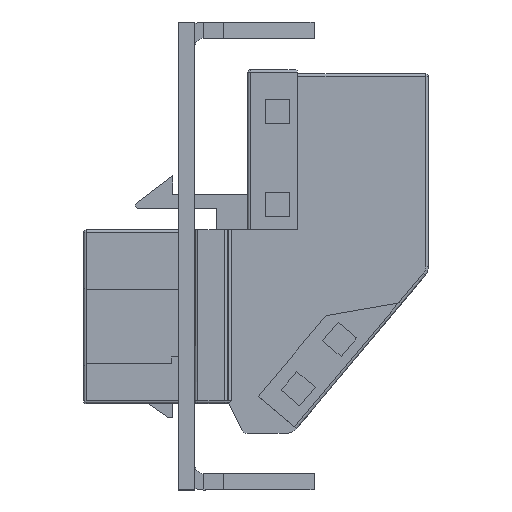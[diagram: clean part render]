
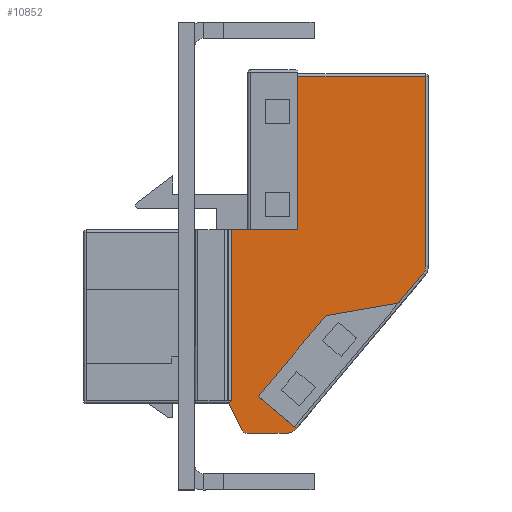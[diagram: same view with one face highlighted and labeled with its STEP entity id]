
A CAD part, left-side view. The second image highlights one B-rep face of the part: STEP entity #10852.
In plain terms, the highlighted planar face has unit normal (-1, 0, 0).
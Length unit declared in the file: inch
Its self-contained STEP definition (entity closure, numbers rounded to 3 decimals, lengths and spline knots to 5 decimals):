
#280 = VERTEX_POINT ( 'NONE', #7858 ) ;
#647 = DIRECTION ( 'NONE',  ( 0., -1., 0. ) ) ;
#836 = VERTEX_POINT ( 'NONE', #38893 ) ;
#926 = VERTEX_POINT ( 'NONE', #31394 ) ;
#1042 = EDGE_CURVE ( 'NONE', #10307, #25001, #14536, .T. ) ;
#2496 = CARTESIAN_POINT ( 'NONE',  ( -0.385, -2.22817, 0.3215 ) ) ;
#3148 = CARTESIAN_POINT ( 'NONE',  ( -0.385, -1.61614, 0.83505 ) ) ;
#3272 = DIRECTION ( 'NONE',  ( 0., -0.643, 0.766 ) ) ;
#3754 = ORIENTED_EDGE ( 'NONE', *, *, #29136, .T. ) ;
#3955 = ORIENTED_EDGE ( 'NONE', *, *, #39390, .F. ) ;
#4027 = VERTEX_POINT ( 'NONE', #10237 ) ;
#4051 = VECTOR ( 'NONE', #16151, 39.37008 ) ;
#4661 = VECTOR ( 'NONE', #18111, 39.37008 ) ;
#4910 = ORIENTED_EDGE ( 'NONE', *, *, #9989, .F. ) ;
#5345 = ORIENTED_EDGE ( 'NONE', *, *, #19964, .F. ) ;
#5564 = CARTESIAN_POINT ( 'NONE',  ( -0.385, -0.39924, -0.4115 ) ) ;
#5846 = ORIENTED_EDGE ( 'NONE', *, *, #12806, .T. ) ;
#5904 = DIRECTION ( 'NONE',  ( -1., 0., 0. ) ) ;
#6049 = CARTESIAN_POINT ( 'NONE',  ( -0.385, -0.95821, 0.05097 ) ) ;
#6678 = CARTESIAN_POINT ( 'NONE',  ( -0.385, -0.54311, -0.3815 ) ) ;
#6856 = VERTEX_POINT ( 'NONE', #15748 ) ;
#7236 = LINE ( 'NONE', #2496, #22521 ) ;
#7655 = CARTESIAN_POINT ( 'NONE',  ( -0.385, -2.22817, 0.8885 ) ) ;
#7702 = CARTESIAN_POINT ( 'NONE',  ( -0.385, -1.04964, 0.15993 ) ) ;
#7858 = CARTESIAN_POINT ( 'NONE',  ( -0.385, -0.33009, -0.31971 ) ) ;
#8123 = LINE ( 'NONE', #37256, #30565 ) ;
#8529 = VERTEX_POINT ( 'NONE', #32350 ) ;
#8685 = EDGE_CURVE ( 'NONE', #35811, #16171, #36902, .T. ) ;
#8844 = LINE ( 'NONE', #10152, #4051 ) ;
#9720 = DIRECTION ( 'NONE',  ( 0., 0., -1. ) ) ;
#9756 = EDGE_CURVE ( 'NONE', #16171, #4027, #35838, .T. ) ;
#9954 = DIRECTION ( 'NONE',  ( 0., 0., -1. ) ) ;
#9989 = EDGE_CURVE ( 'NONE', #29383, #926, #8123, .T. ) ;
#10152 = CARTESIAN_POINT ( 'NONE',  ( -0.385, -0.39924, -0.4315 ) ) ;
#10237 = CARTESIAN_POINT ( 'NONE',  ( -0.385, -0.4397, -0.29472 ) ) ;
#10307 = VERTEX_POINT ( 'NONE', #20505 ) ;
#10852 = ADVANCED_FACE ( 'NONE', ( #20498 ), #30216, .F. ) ;
#10879 = CARTESIAN_POINT ( 'NONE',  ( -0.385, -0.39924, -0.4315 ) ) ;
#11215 = LINE ( 'NONE', #33604, #33654 ) ;
#11679 = VECTOR ( 'NONE', #3272, 39.37008 ) ;
#11890 = DIRECTION ( 'NONE',  ( 1., 0., 0. ) ) ;
#12139 = VECTOR ( 'NONE', #37938, 39.37008 ) ;
#12281 = VECTOR ( 'NONE', #22990, 39.37008 ) ;
#12631 = ORIENTED_EDGE ( 'NONE', *, *, #14069, .T. ) ;
#12806 = EDGE_CURVE ( 'NONE', #35811, #35116, #27949, .T. ) ;
#12819 = LINE ( 'NONE', #39478, #4661 ) ;
#13419 = CARTESIAN_POINT ( 'NONE',  ( -0.385, -0.401, 0.3215 ) ) ;
#13707 = DIRECTION ( 'NONE',  ( 0., 0., -1. ) ) ;
#14069 = EDGE_CURVE ( 'NONE', #29383, #36000, #7236, .T. ) ;
#14536 = CIRCLE ( 'NONE', #28102, 0.02 ) ;
#15505 = VECTOR ( 'NONE', #20880, 39.37008 ) ;
#15748 = CARTESIAN_POINT ( 'NONE',  ( -0.385, -0.54311, -0.4315 ) ) ;
#16151 = DIRECTION ( 'NONE',  ( 0., -1., 0. ) ) ;
#16171 = VERTEX_POINT ( 'NONE', #18722 ) ;
#17359 = VECTOR ( 'NONE', #13707, 39.37008 ) ;
#17423 = ORIENTED_EDGE ( 'NONE', *, *, #22058, .T. ) ;
#17429 = ORIENTED_EDGE ( 'NONE', *, *, #9756, .F. ) ;
#17793 = DIRECTION ( 'NONE',  ( 0., 0.985, -0.173 ) ) ;
#18084 = DIRECTION ( 'NONE',  ( -1., 0., 0. ) ) ;
#18111 = DIRECTION ( 'NONE',  ( 0., 0., 1. ) ) ;
#18237 = CARTESIAN_POINT ( 'NONE',  ( -0.385, -0.33009, -0.31971 ) ) ;
#18343 = LINE ( 'NONE', #22791, #17359 ) ;
#18616 = VERTEX_POINT ( 'NONE', #23017 ) ;
#18722 = CARTESIAN_POINT ( 'NONE',  ( -0.385, -0.69038, 0.00403 ) ) ;
#19312 = CARTESIAN_POINT ( 'NONE',  ( -0.385, -0.34221, -0.3115 ) ) ;
#19964 = EDGE_CURVE ( 'NONE', #4027, #8529, #11215, .T. ) ;
#20207 = EDGE_CURVE ( 'NONE', #36000, #30702, #18343, .T. ) ;
#20314 = AXIS2_PLACEMENT_3D ( 'NONE', #6678, #28008, #9720 ) ;
#20498 = FACE_OUTER_BOUND ( 'NONE', #36636, .T. ) ;
#20505 = CARTESIAN_POINT ( 'NONE',  ( -0.385, -0.38142, -0.42057 ) ) ;
#20637 = VECTOR ( 'NONE', #17793, 39.37008 ) ;
#20838 = ORIENTED_EDGE ( 'NONE', *, *, #28389, .T. ) ;
#20880 = DIRECTION ( 'NONE',  ( 0., -0.454, -0.891 ) ) ;
#20964 = EDGE_CURVE ( 'NONE', #35116, #836, #24445, .T. ) ;
#21479 = DIRECTION ( 'NONE',  ( 0., -0.766, -0.643 ) ) ;
#21866 = ORIENTED_EDGE ( 'NONE', *, *, #1042, .T. ) ;
#22058 = EDGE_CURVE ( 'NONE', #6856, #8529, #33339, .T. ) ;
#22521 = VECTOR ( 'NONE', #33045, 39.37008 ) ;
#22791 = CARTESIAN_POINT ( 'NONE',  ( -0.385, -0.34221, 0.3215 ) ) ;
#22799 = B_SPLINE_CURVE_WITH_KNOTS ( 'NONE', 3,
 ( #27147, #30263, #36534, #18237 ),
 .UNSPECIFIED., .F., .F.,
 ( 4, 4 ),
 ( 0., 0.00037 ),
 .UNSPECIFIED. ) ;
#22990 = DIRECTION ( 'NONE',  ( 0., 1., 0. ) ) ;
#23017 = CARTESIAN_POINT ( 'NONE',  ( -0.385, -1.059, 0.8885 ) ) ;
#23492 = CARTESIAN_POINT ( 'NONE',  ( -0.385, -1.48208, 0.94754 ) ) ;
#24195 = CARTESIAN_POINT ( 'NONE',  ( -0.385, -1.019, 0.18564 ) ) ;
#24445 = CIRCLE ( 'NONE', #38451, 0.04 ) ;
#24604 = LINE ( 'NONE', #29983, #15505 ) ;
#24659 = AXIS2_PLACEMENT_3D ( 'NONE', #29821, #11890, #33264 ) ;
#25001 = VERTEX_POINT ( 'NONE', #10879 ) ;
#27147 = CARTESIAN_POINT ( 'NONE',  ( -0.385, -0.34221, -0.3115 ) ) ;
#27218 = DIRECTION ( 'NONE',  ( 0., 0., -1. ) ) ;
#27770 = VERTEX_POINT ( 'NONE', #36041 ) ;
#27949 = LINE ( 'NONE', #3148, #11679 ) ;
#28008 = DIRECTION ( 'NONE',  ( -1., 0., 0. ) ) ;
#28102 = AXIS2_PLACEMENT_3D ( 'NONE', #5564, #18084, #9954 ) ;
#28389 = EDGE_CURVE ( 'NONE', #30702, #280, #22799, .T. ) ;
#29136 = EDGE_CURVE ( 'NONE', #836, #18616, #12819, .T. ) ;
#29383 = VERTEX_POINT ( 'NONE', #13419 ) ;
#29776 = LINE ( 'NONE', #31758, #12139 ) ;
#29821 = CARTESIAN_POINT ( 'NONE',  ( -0.385, -2.22817, 0.3215 ) ) ;
#29983 = CARTESIAN_POINT ( 'NONE',  ( -0.385, -0.331, -0.3215 ) ) ;
#30208 = CARTESIAN_POINT ( 'NONE',  ( -0.385, -0.34221, 0.3215 ) ) ;
#30216 = PLANE ( 'NONE',  #24659 ) ;
#30218 = EDGE_CURVE ( 'NONE', #25001, #6856, #8844, .T. ) ;
#30263 = CARTESIAN_POINT ( 'NONE',  ( -0.385, -0.33843, -0.31459 ) ) ;
#30565 = VECTOR ( 'NONE', #647, 39.37008 ) ;
#30702 = VERTEX_POINT ( 'NONE', #19312 ) ;
#31394 = CARTESIAN_POINT ( 'NONE',  ( -0.385, -0.586, 0.3215 ) ) ;
#31758 = CARTESIAN_POINT ( 'NONE',  ( -0.385, -0.586, 0.3215 ) ) ;
#32239 = ORIENTED_EDGE ( 'NONE', *, *, #8685, .F. ) ;
#32350 = CARTESIAN_POINT ( 'NONE',  ( -0.385, -0.58142, -0.41364 ) ) ;
#33045 = DIRECTION ( 'NONE',  ( 0., 1., 0. ) ) ;
#33264 = DIRECTION ( 'NONE',  ( 0., 0., -1. ) ) ;
#33339 = CIRCLE ( 'NONE', #20314, 0.05 ) ;
#33604 = CARTESIAN_POINT ( 'NONE',  ( -0.385, -1.18579, -0.92077 ) ) ;
#33654 = VECTOR ( 'NONE', #21479, 39.37008 ) ;
#34863 = ORIENTED_EDGE ( 'NONE', *, *, #30218, .T. ) ;
#34884 = VECTOR ( 'NONE', #35893, 39.37008 ) ;
#34916 = ORIENTED_EDGE ( 'NONE', *, *, #38632, .T. ) ;
#35116 = VERTEX_POINT ( 'NONE', #7702 ) ;
#35297 = ORIENTED_EDGE ( 'NONE', *, *, #20964, .T. ) ;
#35811 = VERTEX_POINT ( 'NONE', #6049 ) ;
#35838 = LINE ( 'NONE', #23492, #34884 ) ;
#35893 = DIRECTION ( 'NONE',  ( 0., 0.643, -0.766 ) ) ;
#36000 = VERTEX_POINT ( 'NONE', #30208 ) ;
#36041 = CARTESIAN_POINT ( 'NONE',  ( -0.385, -0.586, 0.8885 ) ) ;
#36075 = ORIENTED_EDGE ( 'NONE', *, *, #37397, .T. ) ;
#36534 = CARTESIAN_POINT ( 'NONE',  ( -0.385, -0.33463, -0.31772 ) ) ;
#36636 = EDGE_LOOP ( 'NONE', ( #32239, #5846, #35297, #3754, #36075, #3955, #4910, #12631, #37339, #20838, #34916, #21866, #34863, #17423, #5345, #17429 ) ) ;
#36902 = LINE ( 'NONE', #39040, #20637 ) ;
#37256 = CARTESIAN_POINT ( 'NONE',  ( -0.385, -2.22817, 0.3215 ) ) ;
#37339 = ORIENTED_EDGE ( 'NONE', *, *, #20207, .T. ) ;
#37397 = EDGE_CURVE ( 'NONE', #18616, #27770, #37648, .T. ) ;
#37648 = LINE ( 'NONE', #7655, #12281 ) ;
#37938 = DIRECTION ( 'NONE',  ( 0., 0., 1. ) ) ;
#38451 = AXIS2_PLACEMENT_3D ( 'NONE', #24195, #5904, #27218 ) ;
#38632 = EDGE_CURVE ( 'NONE', #280, #10307, #24604, .T. ) ;
#38893 = CARTESIAN_POINT ( 'NONE',  ( -0.385, -1.059, 0.18564 ) ) ;
#39040 = CARTESIAN_POINT ( 'NONE',  ( -0.385, -2.23633, 0.27493 ) ) ;
#39390 = EDGE_CURVE ( 'NONE', #926, #27770, #29776, .T. ) ;
#39478 = CARTESIAN_POINT ( 'NONE',  ( -0.385, -1.059, 0.3215 ) ) ;
